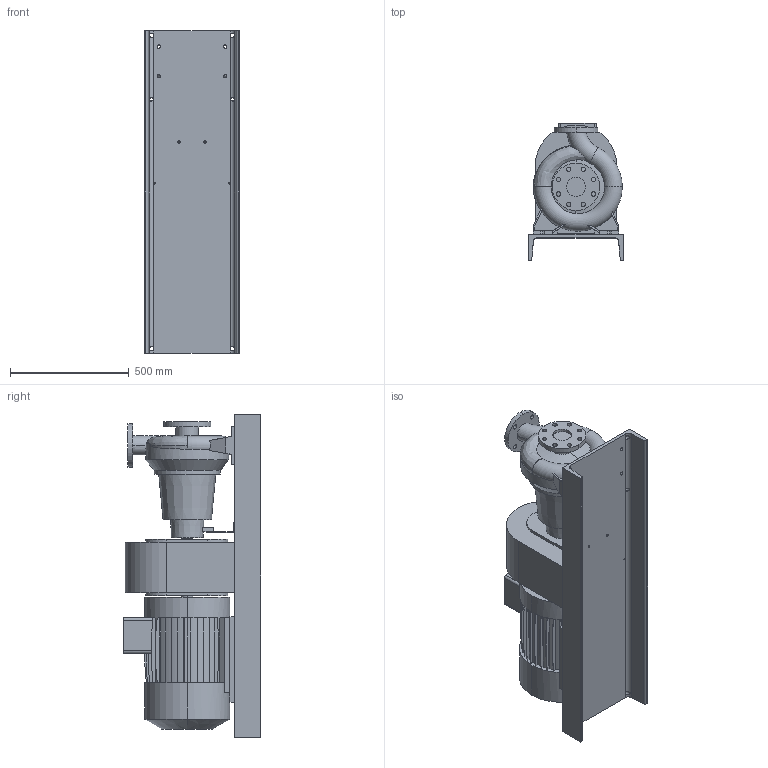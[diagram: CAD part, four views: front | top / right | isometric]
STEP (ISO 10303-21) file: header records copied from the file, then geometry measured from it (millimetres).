
FILE_DESCRIPTION (( 'STEP AP203' ), '1' );
FILE_NAME ('10018071swa00.step', '2023-07-07T12:24:57', ( '' ), ( '' ), 'SwSTEP 2.0', 'SolidWorks 2020', '' );
FILE_SCHEMA (( 'CONFIG_CONTROL_DESIGN' ));
Length unit declared in the file: millimetre
Products named in the file (5): 10018072swp00_180M 2-6; 10018071swa00; 10017783swp00_65-250; 10018097swp00_MCG 25 N 65-250 180; 10012573swp00_440
Assembly tree (4 placements, depth 2):
  10018071swa00
    10017783swp00_65-250
    10018097swp00_MCG 25 N 65-250 180
    10018072swp00_180M 2-6
    10012573swp00_440
Bounding box: 400 x 580 x 1360 mm (x, y, z)
Volume: 124489616.8 mm3; surface area: 4547559.4 mm2
Topology: 6 solids, 7 shells, 557 faces, 1589 edges, 1056 vertices
Faces by surface type: plane 375, cylinder 162, cone 11, torus 7, bspline 2
Entity records: 20949 total; most frequent: CARTESIAN_POINT 5552, ORIENTED_EDGE 3178, DIRECTION 3000, EDGE_CURVE 1589, LINE 1152, VECTOR 1152, VERTEX_POINT 1056, AXIS2_PLACEMENT_3D 924
